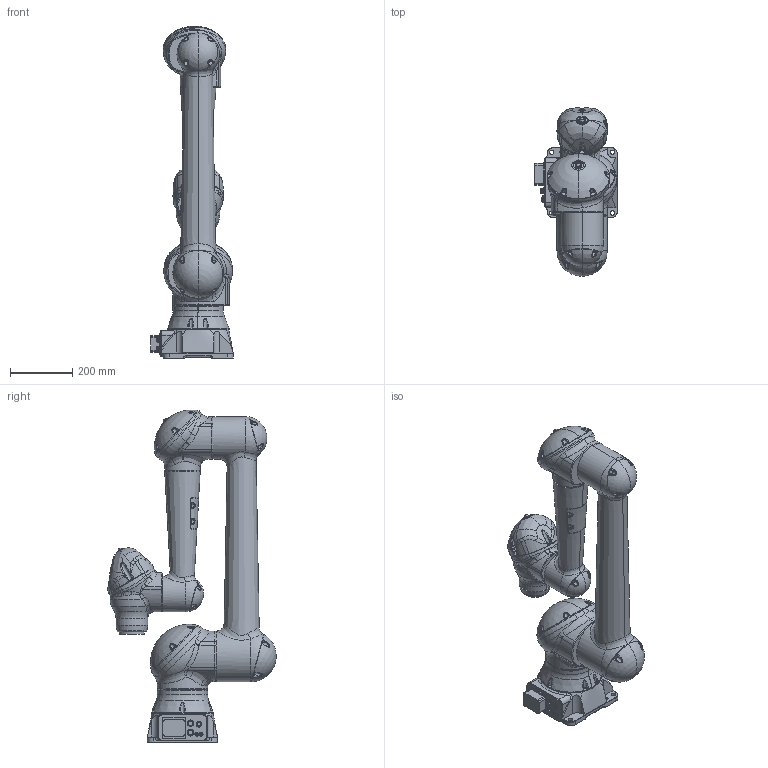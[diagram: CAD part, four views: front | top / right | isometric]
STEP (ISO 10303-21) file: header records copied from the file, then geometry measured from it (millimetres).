
FILE_DESCRIPTION(/* description */ (''),/* implementation_level */ '2;1');
FILE_NAME(/* name */ 'HC10.stp',/* time_stamp */ '2017-07-06T16:24:08+02:00',/* author */ (''),/* organization */ (''),/* preprocessor_version */ 'ST-DEVELOPER v16',/* originating_system */ 'SIEMENS PLM Software NX 10.0',/* authorisation */ '');
FILE_SCHEMA (('AUTOMOTIVE_DESIGN { 1 0 10303 214 3 1 1 1 }'));
Length unit declared in the file: millimetre
Products named in the file (8): T_AXIS; B_AXIS; R_AXIS; U_AXIS; L_AXIS; S_AXIS; BASE_AXIS; HC10
Assembly tree (7 placements, depth 2):
  HC10
    BASE_AXIS
    S_AXIS
    L_AXIS
    U_AXIS
    R_AXIS
    B_AXIS
    T_AXIS
Bounding box: 264.65 x 540.58 x 1065.22 mm (x, y, z)
Volume: 33515738.9 mm3; surface area: 1294957 mm2
Topology: 7 solids, 9 shells, 1662 faces, 3934 edges, 2339 vertices
Faces by surface type: bspline 656, plane 368, cylinder 306, torus 203, cone 99, sphere 30
Entity records: 115238 total; most frequent: CARTESIAN_POINT 81235, ORIENTED_EDGE 7828, DIRECTION 6160, EDGE_CURVE 3914, AXIS2_PLACEMENT_3D 2641, VERTEX_POINT 2339, EDGE_LOOP 1749, ADVANCED_FACE 1662
